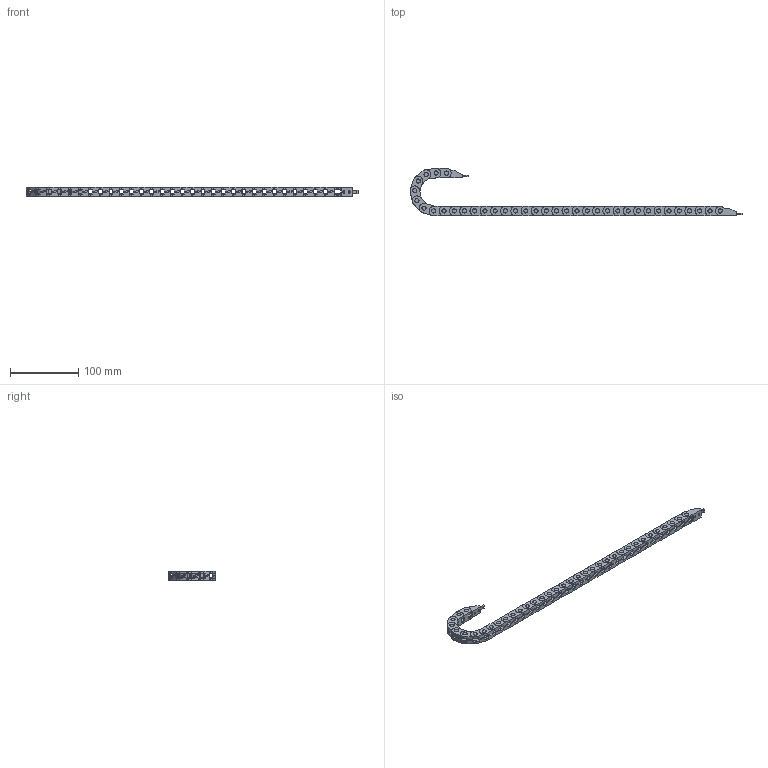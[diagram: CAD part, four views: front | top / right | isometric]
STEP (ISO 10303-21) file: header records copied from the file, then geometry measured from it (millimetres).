
FILE_DESCRIPTION (( 'STEP AP214' ), '1' );
FILE_NAME ('CDC-04X02R11T.STEP', '2024-12-05T18:41:15', ( '' ), ( '' ), 'SwSTEP 2.0', 'SolidWorks 2024', '' );
FILE_SCHEMA (( 'AUTOMOTIVE_DESIGN' ));
Length unit declared in the file: inch
Products named in the file (1): CDC-04X02R11T
Bounding box: 486.88 x 69.55 x 13.7 mm (x, y, z)
Volume: 56205.2 mm3; surface area: 80376.9 mm2
Topology: 37 solids, 37 shells, 2511 faces, 7087 edges, 4722 vertices
Faces by surface type: plane 1701, cylinder 806, cone 4
Full cylindrical faces by diameter (mm): 3.2 x4, 6 x72, 6.15 x70, 6.2 x2
Entity records: 81524 total; most frequent: CARTESIAN_POINT 14379, DIRECTION 14009, ORIENTED_EDGE 13870, EDGE_CURVE 6935, LINE 4745, VECTOR 4745, VERTEX_POINT 4722, AXIS2_PLACEMENT_3D 4632
